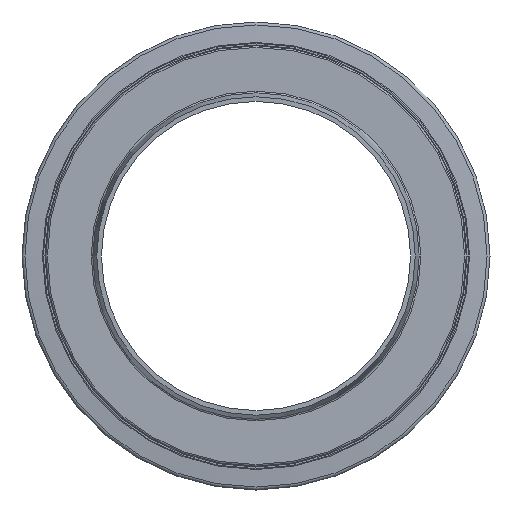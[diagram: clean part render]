
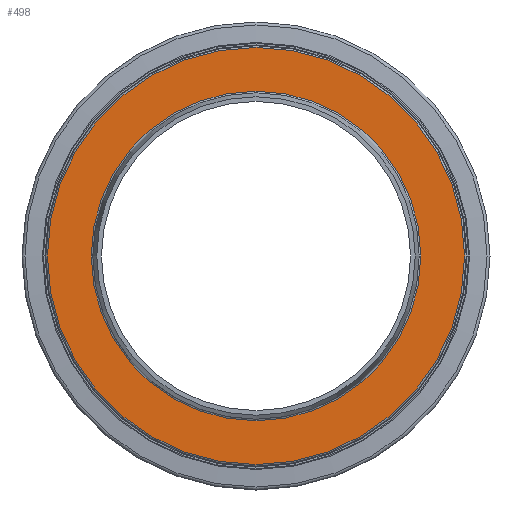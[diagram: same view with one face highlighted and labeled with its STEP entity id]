
A CAD part, front view. The second image highlights one B-rep face of the part: STEP entity #498.
In plain terms, the highlighted planar face has unit normal (0, -1, 0).
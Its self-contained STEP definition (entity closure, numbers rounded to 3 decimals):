
#33=PLANE('',#563);
#53=FACE_BOUND('',#161,.T.);
#100=FACE_OUTER_BOUND('',#160,.T.);
#160=EDGE_LOOP('',(#395));
#161=EDGE_LOOP('',(#396));
#243=CIRCLE('',#562,128.);
#244=CIRCLE('',#564,101.125);
#290=VERTEX_POINT('',#862);
#291=VERTEX_POINT('',#865);
#337=EDGE_CURVE('',#290,#290,#243,.T.);
#338=EDGE_CURVE('',#291,#291,#244,.T.);
#395=ORIENTED_EDGE('',*,*,#337,.F.);
#396=ORIENTED_EDGE('',*,*,#338,.F.);
#498=ADVANCED_FACE('',(#100,#53),#33,.T.);
#562=AXIS2_PLACEMENT_3D('',#863,#686,#687);
#563=AXIS2_PLACEMENT_3D('',#864,#688,#689);
#564=AXIS2_PLACEMENT_3D('',#866,#690,#691);
#686=DIRECTION('center_axis',(0.,1.,0.));
#687=DIRECTION('ref_axis',(-1.,0.,0.));
#688=DIRECTION('center_axis',(0.,-1.,0.));
#689=DIRECTION('ref_axis',(0.,0.,-1.));
#690=DIRECTION('center_axis',(0.,-1.,0.));
#691=DIRECTION('ref_axis',(-1.,0.,0.));
#862=CARTESIAN_POINT('',(128.,99.5,0.));
#863=CARTESIAN_POINT('Origin',(0.,99.5,0.));
#864=CARTESIAN_POINT('Origin',(100.125,99.5,0.));
#865=CARTESIAN_POINT('',(101.125,99.5,0.));
#866=CARTESIAN_POINT('Origin',(0.,99.5,0.));
